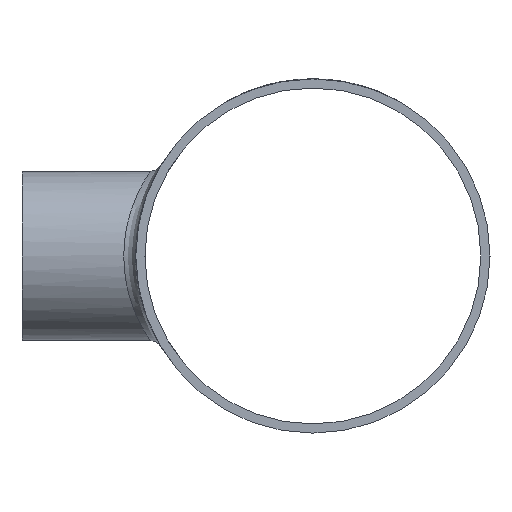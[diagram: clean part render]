
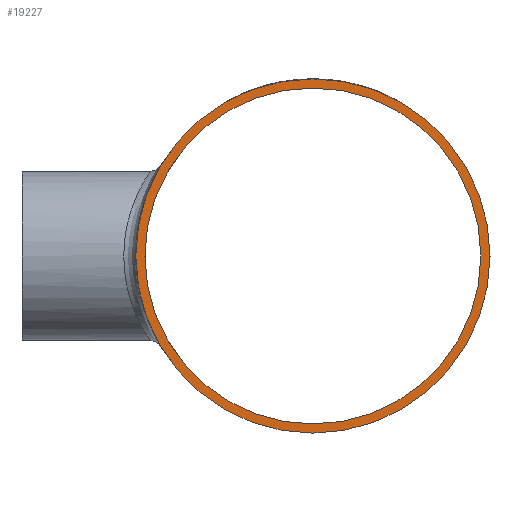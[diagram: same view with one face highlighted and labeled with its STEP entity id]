
A CAD part, left-side view. The second image highlights one B-rep face of the part: STEP entity #19227.
In plain terms, the highlighted planar face has unit normal (-1, 0, 0).
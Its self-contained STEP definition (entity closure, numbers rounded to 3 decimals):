
#79 = ORIENTED_EDGE ( 'NONE', *, *, #4165, .T. ) ;
#2292 = FACE_BOUND ( 'NONE', #14382, .T. ) ;
#2773 = CIRCLE ( 'NONE', #12885, 42.15 ) ;
#4165 = EDGE_CURVE ( 'NONE', #11871, #11871, #6821, .T. ) ;
#4580 = FACE_OUTER_BOUND ( 'NONE', #15849, .T. ) ;
#5772 = DIRECTION ( 'NONE',  ( 0., 0., 1. ) ) ;
#6821 = CIRCLE ( 'NONE', #12647, 44.45 ) ;
#7180 = DIRECTION ( 'NONE',  ( 0., 0., 1. ) ) ;
#9058 = DIRECTION ( 'NONE',  ( -1., 0., 0. ) ) ;
#9173 = PLANE ( 'NONE',  #10206 ) ;
#9315 = ORIENTED_EDGE ( 'NONE', *, *, #18734, .F. ) ;
#10206 = AXIS2_PLACEMENT_3D ( 'NONE', #20572, #12207, #5772 ) ;
#10274 = CARTESIAN_POINT ( 'NONE',  ( -86., 0., 42.15 ) ) ;
#10426 = CARTESIAN_POINT ( 'NONE',  ( -86., 0., 0. ) ) ;
#11871 = VERTEX_POINT ( 'NONE', #18378 ) ;
#12207 = DIRECTION ( 'NONE',  ( -1., 0., 0. ) ) ;
#12647 = AXIS2_PLACEMENT_3D ( 'NONE', #18784, #9058, #20459 ) ;
#12885 = AXIS2_PLACEMENT_3D ( 'NONE', #10426, #18391, #7180 ) ;
#14382 = EDGE_LOOP ( 'NONE', ( #9315 ) ) ;
#15849 = EDGE_LOOP ( 'NONE', ( #79 ) ) ;
#18378 = CARTESIAN_POINT ( 'NONE',  ( -86., 0., 44.45 ) ) ;
#18391 = DIRECTION ( 'NONE',  ( -1., 0., 0. ) ) ;
#18734 = EDGE_CURVE ( 'NONE', #18770, #18770, #2773, .T. ) ;
#18770 = VERTEX_POINT ( 'NONE', #10274 ) ;
#18784 = CARTESIAN_POINT ( 'NONE',  ( -86., 0., 0. ) ) ;
#19227 = ADVANCED_FACE ( 'NONE', ( #2292, #4580 ), #9173, .T. ) ;
#20459 = DIRECTION ( 'NONE',  ( 0., 0., 1. ) ) ;
#20572 = CARTESIAN_POINT ( 'NONE',  ( -86., 0., 0. ) ) ;
